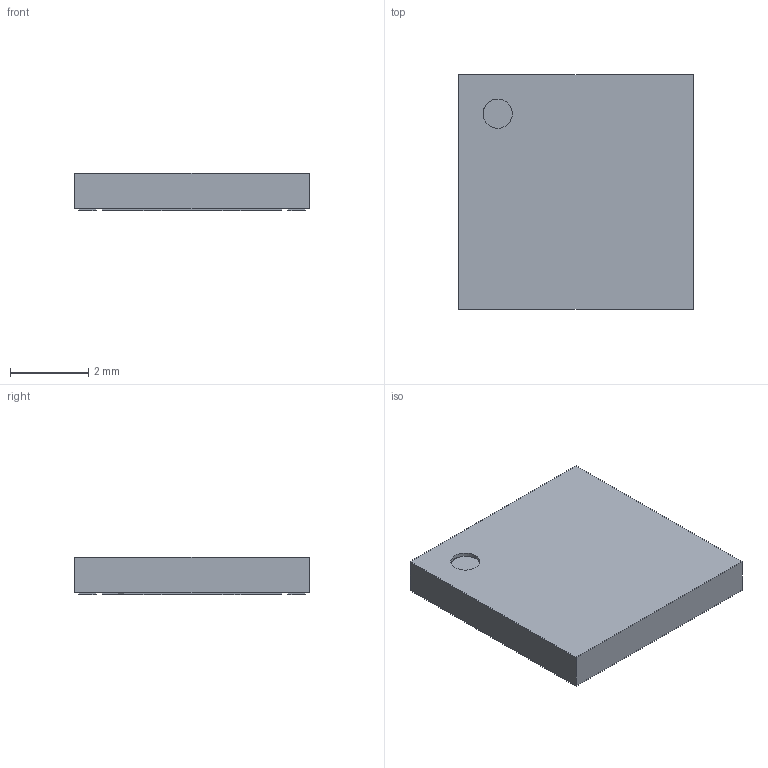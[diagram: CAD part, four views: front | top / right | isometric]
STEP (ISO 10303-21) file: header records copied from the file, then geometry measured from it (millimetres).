
FILE_DESCRIPTION (( 'STEP AP214' ), '1' );
FILE_NAME ('User Library-LGA-28.STEP', '2024-08-24T03:22:54', ( '' ), ( '' ), 'SwSTEP 2.0', 'SolidWorks 2022', '' );
FILE_SCHEMA (( 'AUTOMOTIVE_DESIGN' ));
Length unit declared in the file: millimetre
Products named in the file (7): Open_CASCADE_STEP_translator_6.8_27.2.1; Thermal_Shape; Body; User Library-LGA-28; Open_CASCADE_STEP_translator_6.8_27.1; 1656321560; Pin_Shape
Assembly tree (33 placements, depth 4):
  User Library-LGA-28
    1656321560
      Open_CASCADE_STEP_translator_6.8_27.1
      Body
        Open_CASCADE_STEP_translator_6.8_27.2.1
      Thermal_Shape
      Pin_Shape  x28
Bounding box: 6 x 6 x 0.95 mm (x, y, z)
Volume: 33.5 mm3; surface area: 142.7 mm2
Topology: 30 solids, 31 shells, 185 faces, 371 edges, 248 vertices
Faces by surface type: plane 183, cylinder 2
Entity records: 1352 total; most frequent: CARTESIAN_POINT 195, DIRECTION 173, ORIENTED_EDGE 92, AXIS2_PLACEMENT_3D 66, EDGE_CURVE 47, VECTOR 41, LINE 41, PRODUCT_DEFINITION_SHAPE 40
